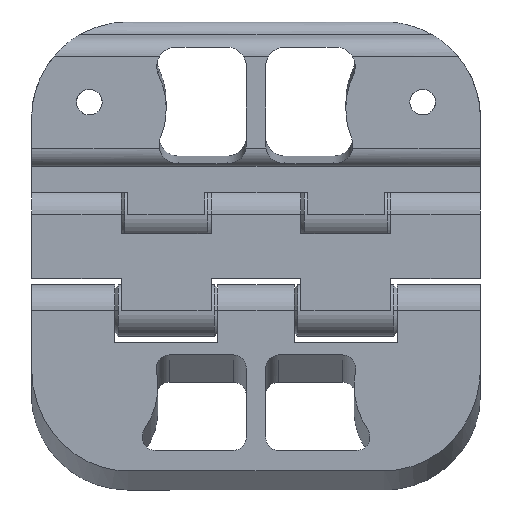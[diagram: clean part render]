
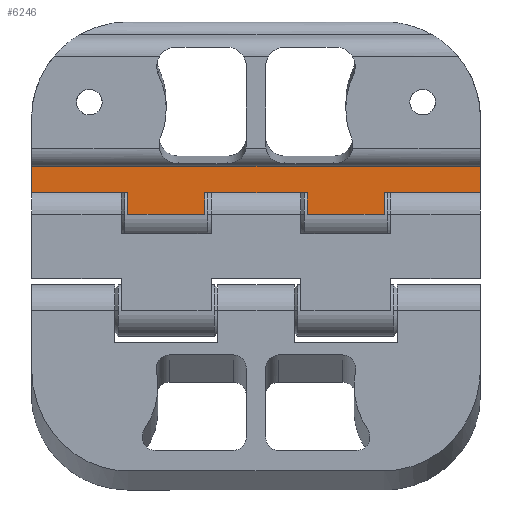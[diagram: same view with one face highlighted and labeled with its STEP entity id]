
A CAD part, top view. The second image highlights one B-rep face of the part: STEP entity #6246.
In plain terms, the highlighted planar face has unit normal (0, 0, 1).
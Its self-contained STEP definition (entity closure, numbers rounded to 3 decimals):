
#6 = DIRECTION ( 'NONE',  ( 0., -1., 0. ) ) ;
#113 = ORIENTED_EDGE ( 'NONE', *, *, #3453, .F. ) ;
#182 = EDGE_CURVE ( 'NONE', #3067, #1010, #4885, .T. ) ;
#199 = CARTESIAN_POINT ( 'NONE',  ( 40.504, -44.146, 0. ) ) ;
#241 = DIRECTION ( 'NONE',  ( -1., 0., 0. ) ) ;
#248 = VERTEX_POINT ( 'NONE', #2927 ) ;
#254 = CARTESIAN_POINT ( 'NONE',  ( -8., 0., 0. ) ) ;
#320 = CARTESIAN_POINT ( 'NONE',  ( 35., 0., 0. ) ) ;
#366 = ORIENTED_EDGE ( 'NONE', *, *, #1227, .T. ) ;
#401 = LINE ( 'NONE', #4560, #3592 ) ;
#481 = CARTESIAN_POINT ( 'NONE',  ( 40.504, -44.146, 0. ) ) ;
#509 = DIRECTION ( 'NONE',  ( 0., -1., 0. ) ) ;
#641 = DIRECTION ( 'NONE',  ( 0., -1., 0. ) ) ;
#682 = ORIENTED_EDGE ( 'NONE', *, *, #5774, .T. ) ;
#713 = LINE ( 'NONE', #6681, #1371 ) ;
#756 = VECTOR ( 'NONE', #2012, 1000. ) ;
#989 = FACE_OUTER_BOUND ( 'NONE', #4964, .T. ) ;
#992 = CARTESIAN_POINT ( 'NONE',  ( 0., -47.5, 0. ) ) ;
#1010 = VERTEX_POINT ( 'NONE', #2676 ) ;
#1074 = DIRECTION ( 'NONE',  ( 0., 1., 0. ) ) ;
#1166 = EDGE_CURVE ( 'NONE', #2248, #3538, #2627, .T. ) ;
#1227 = EDGE_CURVE ( 'NONE', #248, #1010, #4633, .T. ) ;
#1307 = AXIS2_PLACEMENT_3D ( 'NONE', #3495, #4511, #3913 ) ;
#1371 = VECTOR ( 'NONE', #3065, 1000. ) ;
#1585 = CARTESIAN_POINT ( 'NONE',  ( 20., -47.5, 0. ) ) ;
#1594 = ORIENTED_EDGE ( 'NONE', *, *, #3502, .T. ) ;
#1918 = DIRECTION ( 'NONE',  ( 0., 1., 0. ) ) ;
#2012 = DIRECTION ( 'NONE',  ( 1., 0., 0. ) ) ;
#2063 = VERTEX_POINT ( 'NONE', #6234 ) ;
#2173 = ORIENTED_EDGE ( 'NONE', *, *, #3311, .T. ) ;
#2197 = LINE ( 'NONE', #481, #6376 ) ;
#2228 = CARTESIAN_POINT ( 'NONE',  ( 8., -44.146, 0. ) ) ;
#2229 = LINE ( 'NONE', #4030, #3362 ) ;
#2242 = VERTEX_POINT ( 'NONE', #4301 ) ;
#2248 = VERTEX_POINT ( 'NONE', #4820 ) ;
#2608 = VERTEX_POINT ( 'NONE', #1585 ) ;
#2627 = LINE ( 'NONE', #254, #5419 ) ;
#2676 = CARTESIAN_POINT ( 'NONE',  ( 35., -40., 0. ) ) ;
#2807 = VERTEX_POINT ( 'NONE', #3427 ) ;
#2927 = CARTESIAN_POINT ( 'NONE',  ( 35., -44.146, 0. ) ) ;
#3042 = VECTOR ( 'NONE', #241, 1000. ) ;
#3065 = DIRECTION ( 'NONE',  ( -1., 0., 0. ) ) ;
#3067 = VERTEX_POINT ( 'NONE', #3682 ) ;
#3198 = EDGE_CURVE ( 'NONE', #248, #2063, #713, .T. ) ;
#3204 = CARTESIAN_POINT ( 'NONE',  ( -20., -47.5, 0. ) ) ;
#3311 = EDGE_CURVE ( 'NONE', #5398, #2807, #5388, .T. ) ;
#3332 = ORIENTED_EDGE ( 'NONE', *, *, #1166, .T. ) ;
#3362 = VECTOR ( 'NONE', #1074, 1000. ) ;
#3427 = CARTESIAN_POINT ( 'NONE',  ( 8., -47.5, 0. ) ) ;
#3453 = EDGE_CURVE ( 'NONE', #5398, #3538, #2197, .T. ) ;
#3472 = DIRECTION ( 'NONE',  ( 0., 1., 0. ) ) ;
#3484 = ORIENTED_EDGE ( 'NONE', *, *, #3524, .T. ) ;
#3495 = CARTESIAN_POINT ( 'NONE',  ( 0., 0., 0. ) ) ;
#3502 = EDGE_CURVE ( 'NONE', #2242, #5364, #4910, .T. ) ;
#3524 = EDGE_CURVE ( 'NONE', #5364, #2248, #3803, .T. ) ;
#3538 = VERTEX_POINT ( 'NONE', #5614 ) ;
#3588 = CARTESIAN_POINT ( 'NONE',  ( -20., 0., 0. ) ) ;
#3592 = VECTOR ( 'NONE', #4052, 1000. ) ;
#3593 = CARTESIAN_POINT ( 'NONE',  ( -35., 0., 0. ) ) ;
#3682 = CARTESIAN_POINT ( 'NONE',  ( -35., -40., 0. ) ) ;
#3803 = LINE ( 'NONE', #992, #5638 ) ;
#3913 = DIRECTION ( 'NONE',  ( -1., 0., 0. ) ) ;
#3953 = ORIENTED_EDGE ( 'NONE', *, *, #5560, .F. ) ;
#3973 = LINE ( 'NONE', #3593, #4865 ) ;
#4029 = VECTOR ( 'NONE', #641, 1000. ) ;
#4030 = CARTESIAN_POINT ( 'NONE',  ( 20., 0., 0. ) ) ;
#4052 = DIRECTION ( 'NONE',  ( 1., 0., 0. ) ) ;
#4151 = DIRECTION ( 'NONE',  ( -1., 0., 0. ) ) ;
#4281 = VERTEX_POINT ( 'NONE', #4754 ) ;
#4301 = CARTESIAN_POINT ( 'NONE',  ( -20., -44.146, 0. ) ) ;
#4511 = DIRECTION ( 'NONE',  ( 0., 0., -1. ) ) ;
#4528 = ORIENTED_EDGE ( 'NONE', *, *, #6644, .T. ) ;
#4560 = CARTESIAN_POINT ( 'NONE',  ( 0., -47.5, 0. ) ) ;
#4561 = ORIENTED_EDGE ( 'NONE', *, *, #182, .F. ) ;
#4633 = LINE ( 'NONE', #320, #5600 ) ;
#4754 = CARTESIAN_POINT ( 'NONE',  ( -35., -44.146, 0. ) ) ;
#4815 = ORIENTED_EDGE ( 'NONE', *, *, #3198, .F. ) ;
#4820 = CARTESIAN_POINT ( 'NONE',  ( -8., -47.5, 0. ) ) ;
#4865 = VECTOR ( 'NONE', #509, 1000. ) ;
#4885 = LINE ( 'NONE', #5072, #756 ) ;
#4910 = LINE ( 'NONE', #3588, #5313 ) ;
#4964 = EDGE_LOOP ( 'NONE', ( #3953, #1594, #3484, #3332, #113, #2173, #4528, #682, #4815, #366, #4561, #6075 ) ) ;
#5072 = CARTESIAN_POINT ( 'NONE',  ( -35., -40., 0. ) ) ;
#5117 = DIRECTION ( 'NONE',  ( 1., 0., 0. ) ) ;
#5204 = CARTESIAN_POINT ( 'NONE',  ( 8., 0., 0. ) ) ;
#5313 = VECTOR ( 'NONE', #6, 1000. ) ;
#5364 = VERTEX_POINT ( 'NONE', #3204 ) ;
#5388 = LINE ( 'NONE', #5204, #4029 ) ;
#5398 = VERTEX_POINT ( 'NONE', #2228 ) ;
#5419 = VECTOR ( 'NONE', #1918, 1000. ) ;
#5560 = EDGE_CURVE ( 'NONE', #2242, #4281, #5778, .T. ) ;
#5600 = VECTOR ( 'NONE', #3472, 1000. ) ;
#5614 = CARTESIAN_POINT ( 'NONE',  ( -8., -44.146, 0. ) ) ;
#5638 = VECTOR ( 'NONE', #5117, 1000. ) ;
#5774 = EDGE_CURVE ( 'NONE', #2608, #2063, #2229, .T. ) ;
#5778 = LINE ( 'NONE', #199, #3042 ) ;
#5960 = PLANE ( 'NONE',  #1307 ) ;
#6075 = ORIENTED_EDGE ( 'NONE', *, *, #6370, .T. ) ;
#6234 = CARTESIAN_POINT ( 'NONE',  ( 20., -44.146, 0. ) ) ;
#6246 = ADVANCED_FACE ( 'NONE', ( #989 ), #5960, .F. ) ;
#6370 = EDGE_CURVE ( 'NONE', #3067, #4281, #3973, .T. ) ;
#6376 = VECTOR ( 'NONE', #4151, 1000. ) ;
#6644 = EDGE_CURVE ( 'NONE', #2807, #2608, #401, .T. ) ;
#6681 = CARTESIAN_POINT ( 'NONE',  ( 40.504, -44.146, 0. ) ) ;
